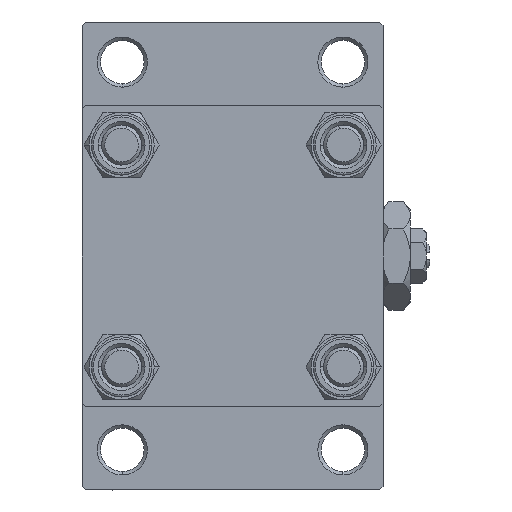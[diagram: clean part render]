
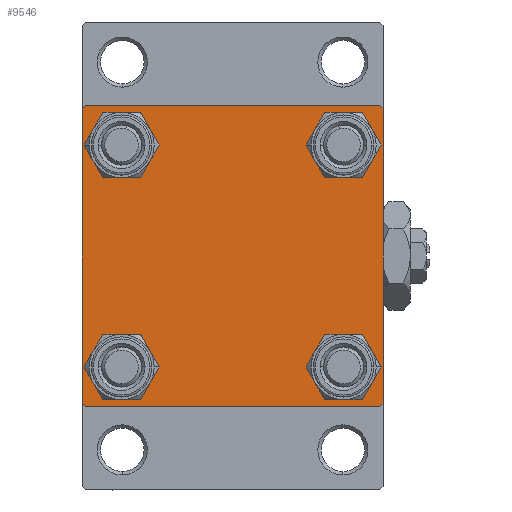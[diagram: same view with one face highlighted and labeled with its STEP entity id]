
A CAD part, left-side view. The second image highlights one B-rep face of the part: STEP entity #9546.
In plain terms, the highlighted planar face has unit normal (-1, 0, 0).
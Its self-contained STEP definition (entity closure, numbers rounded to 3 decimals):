
#299 = CARTESIAN_POINT ( 'NONE',  ( 0., -16.6, 20.1 ) ) ;
#587 = EDGE_LOOP ( 'NONE', ( #38122, #30290 ) ) ;
#702 = CARTESIAN_POINT ( 'NONE',  ( 0., -16.6, -16.6 ) ) ;
#2045 = DIRECTION ( 'NONE',  ( 0., 0., 1. ) ) ;
#2336 = VECTOR ( 'NONE', #17854, 1000. ) ;
#2381 = PLANE ( 'NONE',  #49019 ) ;
#2626 = FACE_OUTER_BOUND ( 'NONE', #3333, .T. ) ;
#2818 = DIRECTION ( 'NONE',  ( 0., 0., 1. ) ) ;
#3333 = EDGE_LOOP ( 'NONE', ( #48433, #46461, #31944, #3794, #28398, #6769, #45623, #44216 ) ) ;
#3794 = ORIENTED_EDGE ( 'NONE', *, *, #30031, .T. ) ;
#3831 = ORIENTED_EDGE ( 'NONE', *, *, #38752, .T. ) ;
#4063 = CARTESIAN_POINT ( 'NONE',  ( 0., 22.5, 22.5 ) ) ;
#4524 = VECTOR ( 'NONE', #22934, 1000. ) ;
#4955 = VERTEX_POINT ( 'NONE', #16846 ) ;
#5765 = CARTESIAN_POINT ( 'NONE',  ( 0., -16.6, 16.6 ) ) ;
#6271 = CARTESIAN_POINT ( 'NONE',  ( 0., 22.5, -22. ) ) ;
#6680 = CIRCLE ( 'NONE', #34459, 3.5 ) ;
#6760 = EDGE_LOOP ( 'NONE', ( #46511, #8589 ) ) ;
#6769 = ORIENTED_EDGE ( 'NONE', *, *, #33512, .T. ) ;
#7026 = CARTESIAN_POINT ( 'NONE',  ( 0., 16.6, -16.6 ) ) ;
#7257 = EDGE_CURVE ( 'NONE', #33397, #40529, #11273, .T. ) ;
#7894 = AXIS2_PLACEMENT_3D ( 'NONE', #38947, #28020, #31987 ) ;
#8589 = ORIENTED_EDGE ( 'NONE', *, *, #22507, .T. ) ;
#8620 = CARTESIAN_POINT ( 'NONE',  ( 0., 22.5, 22. ) ) ;
#8976 = ORIENTED_EDGE ( 'NONE', *, *, #24609, .T. ) ;
#9546 = ADVANCED_FACE ( 'NONE', ( #18258, #43867, #29205, #40133, #2626 ), #2381, .T. ) ;
#9649 = VERTEX_POINT ( 'NONE', #48803 ) ;
#9960 = CIRCLE ( 'NONE', #16308, 3.5 ) ;
#10014 = VERTEX_POINT ( 'NONE', #20346 ) ;
#10129 = CIRCLE ( 'NONE', #15662, 3.5 ) ;
#11273 = LINE ( 'NONE', #4063, #48291 ) ;
#11297 = CARTESIAN_POINT ( 'NONE',  ( 0., 0., 0. ) ) ;
#11530 = VERTEX_POINT ( 'NONE', #22784 ) ;
#11993 = DIRECTION ( 'NONE',  ( 0., 0., 1. ) ) ;
#12017 = ORIENTED_EDGE ( 'NONE', *, *, #47609, .T. ) ;
#12132 = DIRECTION ( 'NONE',  ( 1., 0., 0. ) ) ;
#12346 = EDGE_CURVE ( 'NONE', #17799, #35142, #28797, .T. ) ;
#12376 = LINE ( 'NONE', #31019, #39312 ) ;
#12480 = EDGE_CURVE ( 'NONE', #34825, #33397, #16323, .T. ) ;
#13084 = DIRECTION ( 'NONE',  ( 0., 0.707, 0.707 ) ) ;
#14740 = CARTESIAN_POINT ( 'NONE',  ( 0., -22.25, -22.25 ) ) ;
#15472 = CARTESIAN_POINT ( 'NONE',  ( 0., 16.6, 16.6 ) ) ;
#15662 = AXIS2_PLACEMENT_3D ( 'NONE', #702, #12132, #27283 ) ;
#16308 = AXIS2_PLACEMENT_3D ( 'NONE', #25817, #26066, #22088 ) ;
#16323 = LINE ( 'NONE', #34951, #22150 ) ;
#16554 = DIRECTION ( 'NONE',  ( 1., 0., 0. ) ) ;
#16797 = DIRECTION ( 'NONE',  ( 0., 0., 1. ) ) ;
#16846 = CARTESIAN_POINT ( 'NONE',  ( 0., -22., -22.5 ) ) ;
#17799 = VERTEX_POINT ( 'NONE', #48262 ) ;
#17854 = DIRECTION ( 'NONE',  ( 0., 0., -1. ) ) ;
#18258 = FACE_BOUND ( 'NONE', #6760, .T. ) ;
#18382 = CIRCLE ( 'NONE', #42179, 3.5 ) ;
#19422 = VERTEX_POINT ( 'NONE', #43576 ) ;
#20098 = EDGE_CURVE ( 'NONE', #43604, #44108, #39880, .T. ) ;
#20295 = CARTESIAN_POINT ( 'NONE',  ( 0., -22.25, 22.25 ) ) ;
#20346 = CARTESIAN_POINT ( 'NONE',  ( 0., -16.6, -20.1 ) ) ;
#20736 = CARTESIAN_POINT ( 'NONE',  ( 0., -22., 22.5 ) ) ;
#20851 = AXIS2_PLACEMENT_3D ( 'NONE', #22911, #22418, #30613 ) ;
#21968 = VECTOR ( 'NONE', #13084, 1000. ) ;
#22088 = DIRECTION ( 'NONE',  ( 0., 0., 1. ) ) ;
#22150 = VECTOR ( 'NONE', #27755, 1000. ) ;
#22206 = DIRECTION ( 'NONE',  ( 0., 0., -1. ) ) ;
#22418 = DIRECTION ( 'NONE',  ( 1., 0., 0. ) ) ;
#22507 = EDGE_CURVE ( 'NONE', #11530, #41401, #31902, .T. ) ;
#22784 = CARTESIAN_POINT ( 'NONE',  ( 0., -16.6, 13.1 ) ) ;
#22911 = CARTESIAN_POINT ( 'NONE',  ( 0., 16.6, -16.6 ) ) ;
#22934 = DIRECTION ( 'NONE',  ( 0., -0.707, 0.707 ) ) ;
#23222 = DIRECTION ( 'NONE',  ( 0., 0., 1. ) ) ;
#24609 = EDGE_CURVE ( 'NONE', #44108, #43604, #6680, .T. ) ;
#24765 = LINE ( 'NONE', #20295, #21968 ) ;
#25817 = CARTESIAN_POINT ( 'NONE',  ( 0., -16.6, -16.6 ) ) ;
#26022 = EDGE_CURVE ( 'NONE', #10014, #9649, #9960, .T. ) ;
#26066 = DIRECTION ( 'NONE',  ( 1., 0., 0. ) ) ;
#26169 = DIRECTION ( 'NONE',  ( 1., 0., 0. ) ) ;
#26841 = EDGE_CURVE ( 'NONE', #34825, #36829, #12376, .T. ) ;
#27283 = DIRECTION ( 'NONE',  ( 0., 0., 1. ) ) ;
#27444 = CARTESIAN_POINT ( 'NONE',  ( 0., 22., -22.5 ) ) ;
#27755 = DIRECTION ( 'NONE',  ( 0., 0.707, -0.707 ) ) ;
#27847 = CARTESIAN_POINT ( 'NONE',  ( 0., 16.6, -13.1 ) ) ;
#28020 = DIRECTION ( 'NONE',  ( 1., 0., 0. ) ) ;
#28292 = VECTOR ( 'NONE', #33765, 1000. ) ;
#28398 = ORIENTED_EDGE ( 'NONE', *, *, #12346, .F. ) ;
#28523 = EDGE_LOOP ( 'NONE', ( #8976, #32908 ) ) ;
#28797 = LINE ( 'NONE', #47918, #2336 ) ;
#29205 = FACE_BOUND ( 'NONE', #28523, .T. ) ;
#29932 = LINE ( 'NONE', #30680, #40202 ) ;
#30031 = EDGE_CURVE ( 'NONE', #4955, #35142, #41811, .T. ) ;
#30290 = ORIENTED_EDGE ( 'NONE', *, *, #26022, .T. ) ;
#30613 = DIRECTION ( 'NONE',  ( 0., 0., 1. ) ) ;
#30680 = CARTESIAN_POINT ( 'NONE',  ( 0., 22.5, -22.5 ) ) ;
#30777 = DIRECTION ( 'NONE',  ( 0., -1., 0. ) ) ;
#31019 = CARTESIAN_POINT ( 'NONE',  ( 0., 22.5, 22.5 ) ) ;
#31453 = CARTESIAN_POINT ( 'NONE',  ( 0., -16.6, 16.6 ) ) ;
#31902 = CIRCLE ( 'NONE', #37426, 3.5 ) ;
#31944 = ORIENTED_EDGE ( 'NONE', *, *, #32792, .T. ) ;
#31987 = DIRECTION ( 'NONE',  ( 0., 0., 1. ) ) ;
#32181 = EDGE_CURVE ( 'NONE', #40529, #47267, #41476, .T. ) ;
#32792 = EDGE_CURVE ( 'NONE', #47267, #4955, #29932, .T. ) ;
#32908 = ORIENTED_EDGE ( 'NONE', *, *, #20098, .T. ) ;
#33397 = VERTEX_POINT ( 'NONE', #8620 ) ;
#33512 = EDGE_CURVE ( 'NONE', #17799, #36829, #24765, .T. ) ;
#33531 = CARTESIAN_POINT ( 'NONE',  ( 0., 22.25, -22.25 ) ) ;
#33765 = DIRECTION ( 'NONE',  ( 0., -0.707, -0.707 ) ) ;
#33783 = EDGE_LOOP ( 'NONE', ( #12017, #3831 ) ) ;
#34459 = AXIS2_PLACEMENT_3D ( 'NONE', #7026, #26169, #2818 ) ;
#34825 = VERTEX_POINT ( 'NONE', #44458 ) ;
#34951 = CARTESIAN_POINT ( 'NONE',  ( 0., 22.25, 22.25 ) ) ;
#34985 = EDGE_CURVE ( 'NONE', #9649, #10014, #10129, .T. ) ;
#35142 = VERTEX_POINT ( 'NONE', #48130 ) ;
#36080 = DIRECTION ( 'NONE',  ( 1., 0., 0. ) ) ;
#36444 = CIRCLE ( 'NONE', #7894, 3.5 ) ;
#36667 = CARTESIAN_POINT ( 'NONE',  ( 0., 16.6, 13.1 ) ) ;
#36829 = VERTEX_POINT ( 'NONE', #20736 ) ;
#37426 = AXIS2_PLACEMENT_3D ( 'NONE', #31453, #16554, #16797 ) ;
#38122 = ORIENTED_EDGE ( 'NONE', *, *, #34985, .T. ) ;
#38752 = EDGE_CURVE ( 'NONE', #42233, #19422, #36444, .T. ) ;
#38947 = CARTESIAN_POINT ( 'NONE',  ( 0., 16.6, 16.6 ) ) ;
#39312 = VECTOR ( 'NONE', #30777, 1000. ) ;
#39880 = CIRCLE ( 'NONE', #20851, 3.5 ) ;
#40133 = FACE_BOUND ( 'NONE', #33783, .T. ) ;
#40202 = VECTOR ( 'NONE', #45830, 1000. ) ;
#40529 = VERTEX_POINT ( 'NONE', #6271 ) ;
#41401 = VERTEX_POINT ( 'NONE', #299 ) ;
#41476 = LINE ( 'NONE', #33531, #28292 ) ;
#41811 = LINE ( 'NONE', #14740, #4524 ) ;
#42179 = AXIS2_PLACEMENT_3D ( 'NONE', #15472, #45778, #11993 ) ;
#42233 = VERTEX_POINT ( 'NONE', #36667 ) ;
#42990 = EDGE_CURVE ( 'NONE', #41401, #11530, #45299, .T. ) ;
#43576 = CARTESIAN_POINT ( 'NONE',  ( 0., 16.6, 20.1 ) ) ;
#43604 = VERTEX_POINT ( 'NONE', #48784 ) ;
#43867 = FACE_BOUND ( 'NONE', #587, .T. ) ;
#44108 = VERTEX_POINT ( 'NONE', #27847 ) ;
#44216 = ORIENTED_EDGE ( 'NONE', *, *, #12480, .T. ) ;
#44458 = CARTESIAN_POINT ( 'NONE',  ( 0., 22., 22.5 ) ) ;
#45299 = CIRCLE ( 'NONE', #47680, 3.5 ) ;
#45623 = ORIENTED_EDGE ( 'NONE', *, *, #26841, .F. ) ;
#45778 = DIRECTION ( 'NONE',  ( 1., 0., 0. ) ) ;
#45825 = DIRECTION ( 'NONE',  ( -1., 0., 0. ) ) ;
#45830 = DIRECTION ( 'NONE',  ( 0., -1., 0. ) ) ;
#46461 = ORIENTED_EDGE ( 'NONE', *, *, #32181, .T. ) ;
#46511 = ORIENTED_EDGE ( 'NONE', *, *, #42990, .T. ) ;
#47267 = VERTEX_POINT ( 'NONE', #27444 ) ;
#47609 = EDGE_CURVE ( 'NONE', #19422, #42233, #18382, .T. ) ;
#47680 = AXIS2_PLACEMENT_3D ( 'NONE', #5765, #36080, #2045 ) ;
#47918 = CARTESIAN_POINT ( 'NONE',  ( 0., -22.5, 22.5 ) ) ;
#48130 = CARTESIAN_POINT ( 'NONE',  ( 0., -22.5, -22. ) ) ;
#48262 = CARTESIAN_POINT ( 'NONE',  ( 0., -22.5, 22. ) ) ;
#48291 = VECTOR ( 'NONE', #22206, 1000. ) ;
#48433 = ORIENTED_EDGE ( 'NONE', *, *, #7257, .T. ) ;
#48784 = CARTESIAN_POINT ( 'NONE',  ( 0., 16.6, -20.1 ) ) ;
#48803 = CARTESIAN_POINT ( 'NONE',  ( 0., -16.6, -13.1 ) ) ;
#49019 = AXIS2_PLACEMENT_3D ( 'NONE', #11297, #45825, #23222 ) ;
